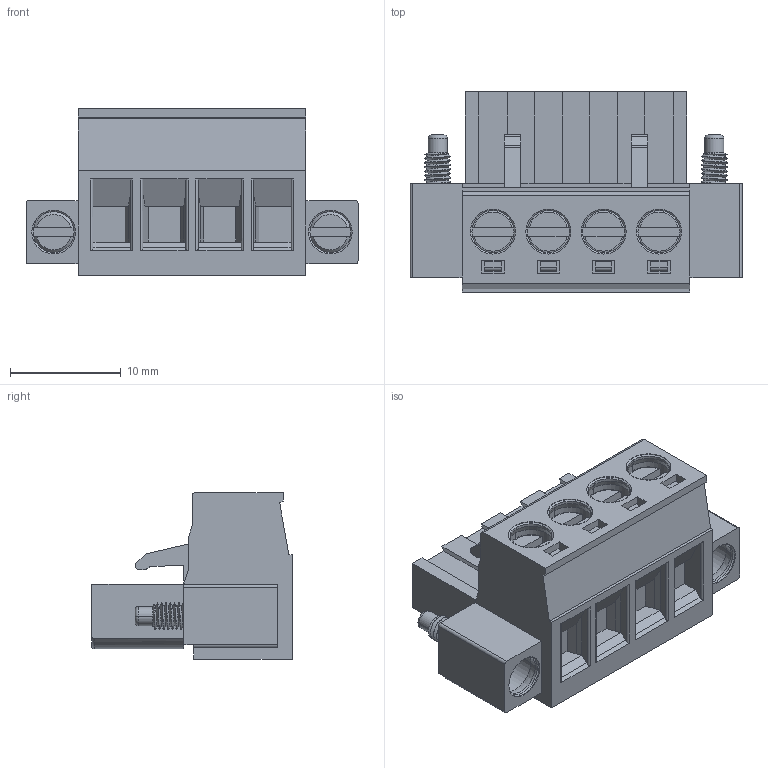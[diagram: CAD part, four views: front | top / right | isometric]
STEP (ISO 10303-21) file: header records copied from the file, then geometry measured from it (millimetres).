
FILE_DESCRIPTION((''),'2;1');
FILE_NAME('WJ2EDGKM-500-4P-OOA','2017-03-15T',('QZY'),(''),'CREO PARAMETRIC BY PTC INC, 2014440','CREO PARAMETRIC BY PTC INC, 2014440','');
FILE_SCHEMA(('CONFIG_CONTROL_DESIGN'));
Length unit declared in the file: millimetre
Products named in the file (1): WJ2EDGKM-500-4P-OOA
Bounding box: 30 x 18.1 x 15.05 mm (x, y, z)
Volume: 3673.5 mm3; surface area: 3130.2 mm2
Topology: 1 solids, 1 shells, 553 faces, 1365 edges, 858 vertices
Faces by surface type: plane 265, cylinder 192, cone 48, torus 32, bspline 16
Entity records: 20325 total; most frequent: CARTESIAN_POINT 7247, ORIENTED_EDGE 2730, DIRECTION 2653, EDGE_CURVE 1365, AXIS2_PLACEMENT_3D 907, VERTEX_POINT 858, VECTOR 839, LINE 839
